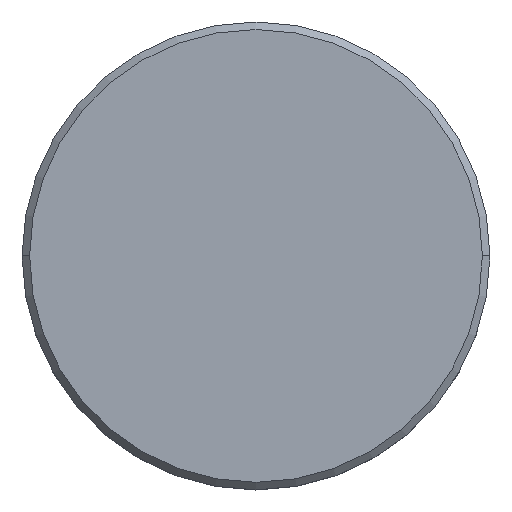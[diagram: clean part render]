
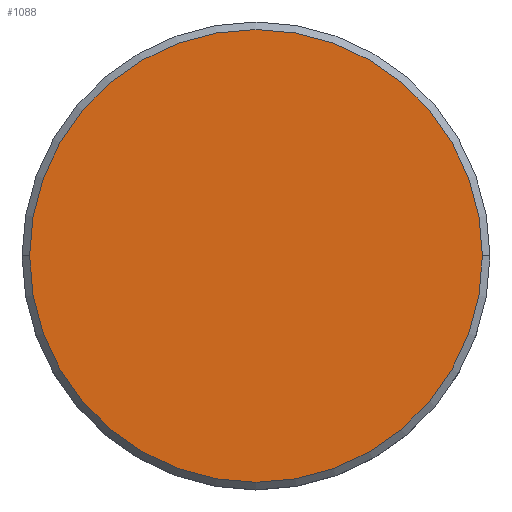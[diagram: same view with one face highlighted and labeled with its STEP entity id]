
A CAD part, top view. The second image highlights one B-rep face of the part: STEP entity #1088.
In plain terms, the highlighted planar face has unit normal (0, 0, 1).
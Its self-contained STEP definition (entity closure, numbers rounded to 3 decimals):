
#18 = AXIS2_PLACEMENT_3D ( 'NONE', #427, #968, #1065 ) ;
#86 = FACE_OUTER_BOUND ( 'NONE', #722, .T. ) ;
#101 = EDGE_CURVE ( 'NONE', #420, #808, #779, .T. ) ;
#184 = DIRECTION ( 'NONE',  ( 1., 0., 0. ) ) ;
#189 = CARTESIAN_POINT ( 'NONE',  ( 0., 0., 0. ) ) ;
#227 = CIRCLE ( 'NONE', #901, 15. ) ;
#277 = PLANE ( 'NONE',  #650 ) ;
#420 = VERTEX_POINT ( 'NONE', #859 ) ;
#427 = CARTESIAN_POINT ( 'NONE',  ( 0., 0., 0. ) ) ;
#474 = DIRECTION ( 'NONE',  ( 1., 0., 0. ) ) ;
#572 = EDGE_CURVE ( 'NONE', #808, #420, #227, .T. ) ;
#588 = DIRECTION ( 'NONE',  ( 0., 0., 1. ) ) ;
#650 = AXIS2_PLACEMENT_3D ( 'NONE', #988, #908, #184 ) ;
#692 = ORIENTED_EDGE ( 'NONE', *, *, #101, .T. ) ;
#722 = EDGE_LOOP ( 'NONE', ( #692, #752 ) ) ;
#735 = CARTESIAN_POINT ( 'NONE',  ( 15., 0., 0. ) ) ;
#752 = ORIENTED_EDGE ( 'NONE', *, *, #572, .T. ) ;
#779 = CIRCLE ( 'NONE', #18, 15. ) ;
#808 = VERTEX_POINT ( 'NONE', #735 ) ;
#859 = CARTESIAN_POINT ( 'NONE',  ( -15., 0., 0. ) ) ;
#901 = AXIS2_PLACEMENT_3D ( 'NONE', #189, #588, #474 ) ;
#908 = DIRECTION ( 'NONE',  ( 0., 0., 1. ) ) ;
#968 = DIRECTION ( 'NONE',  ( 0., 0., 1. ) ) ;
#988 = CARTESIAN_POINT ( 'NONE',  ( 0., 0., 0. ) ) ;
#1065 = DIRECTION ( 'NONE',  ( 1., 0., 0. ) ) ;
#1088 = ADVANCED_FACE ( 'NONE', ( #86 ), #277, .T. ) ;
